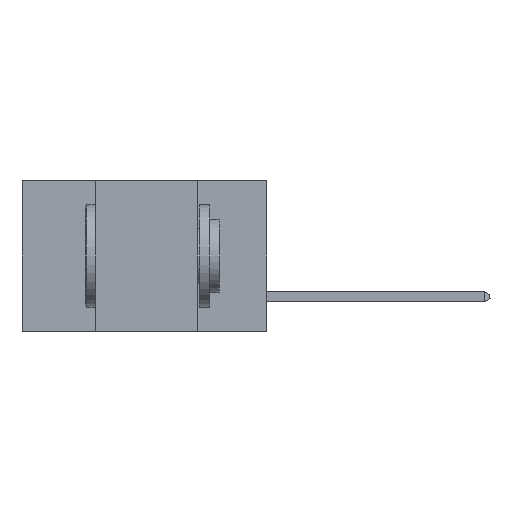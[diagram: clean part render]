
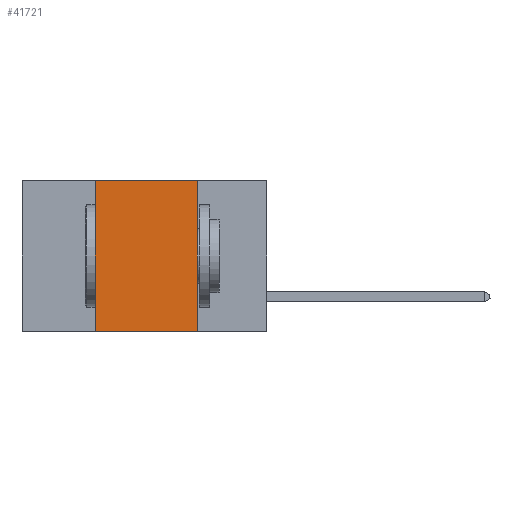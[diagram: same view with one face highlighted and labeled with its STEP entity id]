
A CAD part, left-side view. The second image highlights one B-rep face of the part: STEP entity #41721.
In plain terms, the highlighted planar face has unit normal (-1, 0, 0).
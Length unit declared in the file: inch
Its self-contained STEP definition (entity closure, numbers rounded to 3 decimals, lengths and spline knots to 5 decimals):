
#226 = VECTOR ( 'NONE', #787, 39.37008 ) ;
#787 = DIRECTION ( 'NONE',  ( 0., 0., 1. ) ) ;
#908 = DIRECTION ( 'NONE',  ( 1., 0., 0. ) ) ;
#1526 = DIRECTION ( 'NONE',  ( 0., 0., -1. ) ) ;
#3639 = LINE ( 'NONE', #11479, #226 ) ;
#4350 = CARTESIAN_POINT ( 'NONE',  ( 0., 0.6, 0. ) ) ;
#4377 = VECTOR ( 'NONE', #8143, 39.37008 ) ;
#5139 = FACE_OUTER_BOUND ( 'NONE', #25633, .T. ) ;
#7842 = PLANE ( 'NONE',  #8526 ) ;
#8143 = DIRECTION ( 'NONE',  ( 0., 0., -1. ) ) ;
#8526 = AXIS2_PLACEMENT_3D ( 'NONE', #4350, #908, #1526 ) ;
#9144 = ORIENTED_EDGE ( 'NONE', *, *, #11610, .F. ) ;
#10694 = ORIENTED_EDGE ( 'NONE', *, *, #10904, .T. ) ;
#10904 = EDGE_CURVE ( 'NONE', #13573, #18399, #37683, .T. ) ;
#11479 = CARTESIAN_POINT ( 'NONE',  ( 0., 0.42, 0. ) ) ;
#11610 = EDGE_CURVE ( 'NONE', #20595, #18829, #37051, .T. ) ;
#11859 = EDGE_CURVE ( 'NONE', #18829, #18399, #15019, .T. ) ;
#13573 = VERTEX_POINT ( 'NONE', #36666 ) ;
#13799 = DIRECTION ( 'NONE',  ( 0., -1., 0. ) ) ;
#15019 = LINE ( 'NONE', #18653, #4377 ) ;
#15298 = EDGE_CURVE ( 'NONE', #13573, #20595, #3639, .T. ) ;
#18399 = VERTEX_POINT ( 'NONE', #44198 ) ;
#18653 = CARTESIAN_POINT ( 'NONE',  ( 0., 0.17, 0. ) ) ;
#18829 = VERTEX_POINT ( 'NONE', #46050 ) ;
#20281 = CARTESIAN_POINT ( 'NONE',  ( 0., 0.42, 0. ) ) ;
#20595 = VERTEX_POINT ( 'NONE', #20281 ) ;
#23816 = ORIENTED_EDGE ( 'NONE', *, *, #15298, .F. ) ;
#25633 = EDGE_LOOP ( 'NONE', ( #31631, #9144, #23816, #10694 ) ) ;
#30660 = DIRECTION ( 'NONE',  ( 0., -1., 0. ) ) ;
#31631 = ORIENTED_EDGE ( 'NONE', *, *, #11859, .F. ) ;
#31951 = CARTESIAN_POINT ( 'NONE',  ( 0., 0.6, 0. ) ) ;
#33687 = VECTOR ( 'NONE', #13799, 39.37008 ) ;
#36666 = CARTESIAN_POINT ( 'NONE',  ( 0., 0.42, -0.37 ) ) ;
#37051 = LINE ( 'NONE', #31951, #33687 ) ;
#37683 = LINE ( 'NONE', #45046, #42701 ) ;
#41721 = ADVANCED_FACE ( 'NONE', ( #5139 ), #7842, .F. ) ;
#42701 = VECTOR ( 'NONE', #30660, 39.37008 ) ;
#44198 = CARTESIAN_POINT ( 'NONE',  ( 0., 0.17, -0.37 ) ) ;
#45046 = CARTESIAN_POINT ( 'NONE',  ( 0., 0.6, -0.37 ) ) ;
#46050 = CARTESIAN_POINT ( 'NONE',  ( 0., 0.17, 0. ) ) ;
